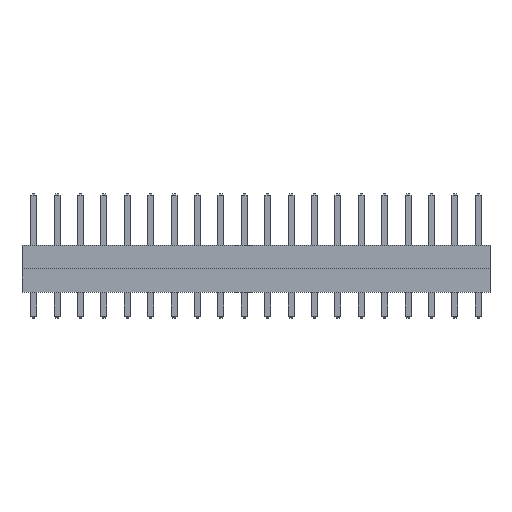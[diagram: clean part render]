
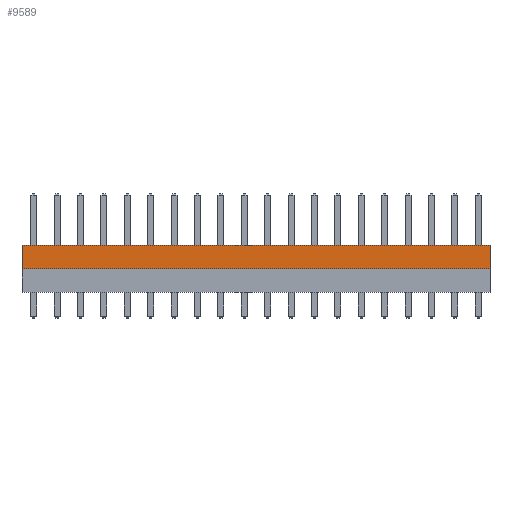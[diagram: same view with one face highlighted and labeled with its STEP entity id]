
A CAD part, top view. The second image highlights one B-rep face of the part: STEP entity #9589.
In plain terms, the highlighted planar face has unit normal (0, 0, 1).
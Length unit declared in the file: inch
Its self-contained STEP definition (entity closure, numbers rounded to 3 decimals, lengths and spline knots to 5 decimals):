
#2177=ORIENTED_EDGE('',*,*,#3759,.F.);
#2178=ORIENTED_EDGE('',*,*,#3767,.F.);
#2179=ORIENTED_EDGE('',*,*,#3768,.T.);
#2180=ORIENTED_EDGE('',*,*,#3769,.T.);
#3759=EDGE_CURVE('',#4679,#4680,#5919,.T.);
#3767=EDGE_CURVE('',#4686,#4679,#5927,.T.);
#3768=EDGE_CURVE('',#4686,#4687,#5928,.T.);
#3769=EDGE_CURVE('',#4687,#4680,#5929,.T.);
#4679=VERTEX_POINT('',#14699);
#4680=VERTEX_POINT('',#14701);
#4686=VERTEX_POINT('',#14715);
#4687=VERTEX_POINT('',#14719);
#5919=LINE('',#14700,#7247);
#5927=LINE('',#14716,#7255);
#5928=LINE('',#14718,#7256);
#5929=LINE('',#14720,#7257);
#7247=VECTOR('',#12117,39.37008);
#7255=VECTOR('',#12127,39.37008);
#7256=VECTOR('',#12130,39.37008);
#7257=VECTOR('',#12131,39.37008);
#7963=EDGE_LOOP('',(#2177,#2178,#2179,#2180));
#8545=FACE_BOUND('',#7963,.T.);
#9087=PLANE('',#10130);
#9589=ADVANCED_FACE('',(#8545),#9087,.T.);
#10130=AXIS2_PLACEMENT_3D('',#14717,#12128,#12129);
#12117=DIRECTION('',(1.,0.,0.));
#12127=DIRECTION('',(0.,1.,0.));
#12128=DIRECTION('',(0.,0.,1.));
#12129=DIRECTION('',(1.,0.,0.));
#12130=DIRECTION('',(1.,0.,0.));
#12131=DIRECTION('',(0.,1.,0.));
#14699=CARTESIAN_POINT('',(-1.,0.2,0.05));
#14700=CARTESIAN_POINT('',(-1.,0.2,0.05));
#14701=CARTESIAN_POINT('',(1.,0.2,0.05));
#14715=CARTESIAN_POINT('',(-1.,0.1,0.05));
#14716=CARTESIAN_POINT('',(-1.,0.1,0.05));
#14717=CARTESIAN_POINT('',(-1.,0.1,0.05));
#14718=CARTESIAN_POINT('',(-1.,0.1,0.05));
#14719=CARTESIAN_POINT('',(1.,0.1,0.05));
#14720=CARTESIAN_POINT('',(1.,0.1,0.05));
